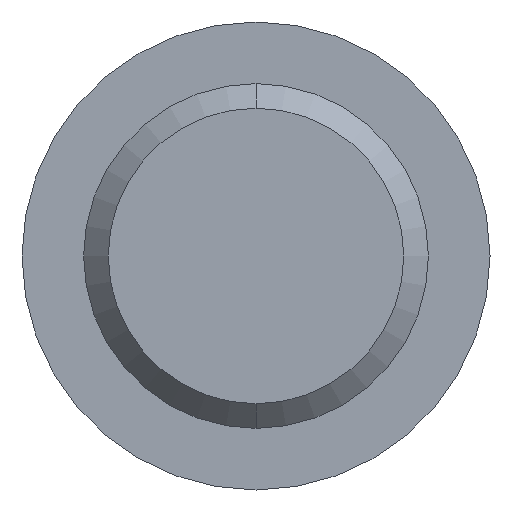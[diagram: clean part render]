
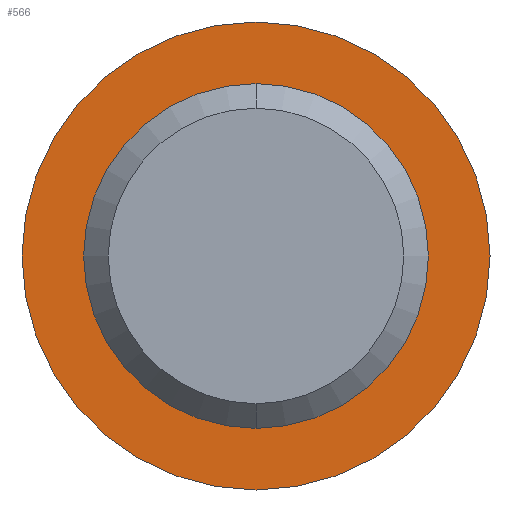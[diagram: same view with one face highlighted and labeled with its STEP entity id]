
A CAD part, front view. The second image highlights one B-rep face of the part: STEP entity #566.
In plain terms, the highlighted planar face has unit normal (0, -1, 0).
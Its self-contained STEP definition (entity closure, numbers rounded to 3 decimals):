
#21 = VERTEX_POINT ( 'NONE', #565 ) ;
#26 = ORIENTED_EDGE ( 'NONE', *, *, #501, .T. ) ;
#48 = DIRECTION ( 'NONE',  ( 0., 0., 1. ) ) ;
#50 = CARTESIAN_POINT ( 'NONE',  ( 0., 26., 9.5 ) ) ;
#63 = CARTESIAN_POINT ( 'NONE',  ( 0., 26., 0. ) ) ;
#74 = DIRECTION ( 'NONE',  ( 0., 0., 1. ) ) ;
#92 = EDGE_LOOP ( 'NONE', ( #539, #568 ) ) ;
#100 = CIRCLE ( 'NONE', #252, 9.5 ) ;
#105 = EDGE_CURVE ( 'NONE', #241, #21, #320, .T. ) ;
#112 = AXIS2_PLACEMENT_3D ( 'NONE', #527, #449, #602 ) ;
#166 = CIRCLE ( 'NONE', #318, 9.5 ) ;
#178 = CARTESIAN_POINT ( 'NONE',  ( 0., 26., 4.85 ) ) ;
#188 = AXIS2_PLACEMENT_3D ( 'NONE', #480, #342, #74 ) ;
#189 = EDGE_CURVE ( 'NONE', #518, #625, #100, .T. ) ;
#193 = EDGE_LOOP ( 'NONE', ( #26, #441 ) ) ;
#214 = DIRECTION ( 'NONE',  ( 0., 1., 0. ) ) ;
#241 = VERTEX_POINT ( 'NONE', #178 ) ;
#252 = AXIS2_PLACEMENT_3D ( 'NONE', #393, #214, #609 ) ;
#267 = DIRECTION ( 'NONE',  ( 0., 1., 0. ) ) ;
#290 = CIRCLE ( 'NONE', #188, 4.85 ) ;
#318 = AXIS2_PLACEMENT_3D ( 'NONE', #63, #267, #48 ) ;
#320 = CIRCLE ( 'NONE', #112, 4.85 ) ;
#342 = DIRECTION ( 'NONE',  ( 0., 1., 0. ) ) ;
#353 = EDGE_CURVE ( 'NONE', #625, #518, #166, .T. ) ;
#360 = FACE_OUTER_BOUND ( 'NONE', #92, .T. ) ;
#393 = CARTESIAN_POINT ( 'NONE',  ( 0., 26., 0. ) ) ;
#441 = ORIENTED_EDGE ( 'NONE', *, *, #105, .T. ) ;
#449 = DIRECTION ( 'NONE',  ( 0., 1., 0. ) ) ;
#470 = DIRECTION ( 'NONE',  ( 0., 1., 0. ) ) ;
#476 = DIRECTION ( 'NONE',  ( 0., 0., 1. ) ) ;
#480 = CARTESIAN_POINT ( 'NONE',  ( 0., 26., 0. ) ) ;
#501 = EDGE_CURVE ( 'NONE', #21, #241, #290, .T. ) ;
#507 = CARTESIAN_POINT ( 'NONE',  ( 0., 26., 0. ) ) ;
#511 = PLANE ( 'NONE',  #574 ) ;
#518 = VERTEX_POINT ( 'NONE', #50 ) ;
#527 = CARTESIAN_POINT ( 'NONE',  ( 0., 26., 0. ) ) ;
#539 = ORIENTED_EDGE ( 'NONE', *, *, #353, .F. ) ;
#565 = CARTESIAN_POINT ( 'NONE',  ( 0., 26., -4.85 ) ) ;
#566 = ADVANCED_FACE ( 'NONE', ( #360, #587 ), #511, .F. ) ;
#568 = ORIENTED_EDGE ( 'NONE', *, *, #189, .F. ) ;
#574 = AXIS2_PLACEMENT_3D ( 'NONE', #507, #470, #476 ) ;
#587 = FACE_BOUND ( 'NONE', #193, .T. ) ;
#602 = DIRECTION ( 'NONE',  ( 0., 0., 1. ) ) ;
#609 = DIRECTION ( 'NONE',  ( 0., 0., 1. ) ) ;
#614 = CARTESIAN_POINT ( 'NONE',  ( 0., 26., -9.5 ) ) ;
#625 = VERTEX_POINT ( 'NONE', #614 ) ;
